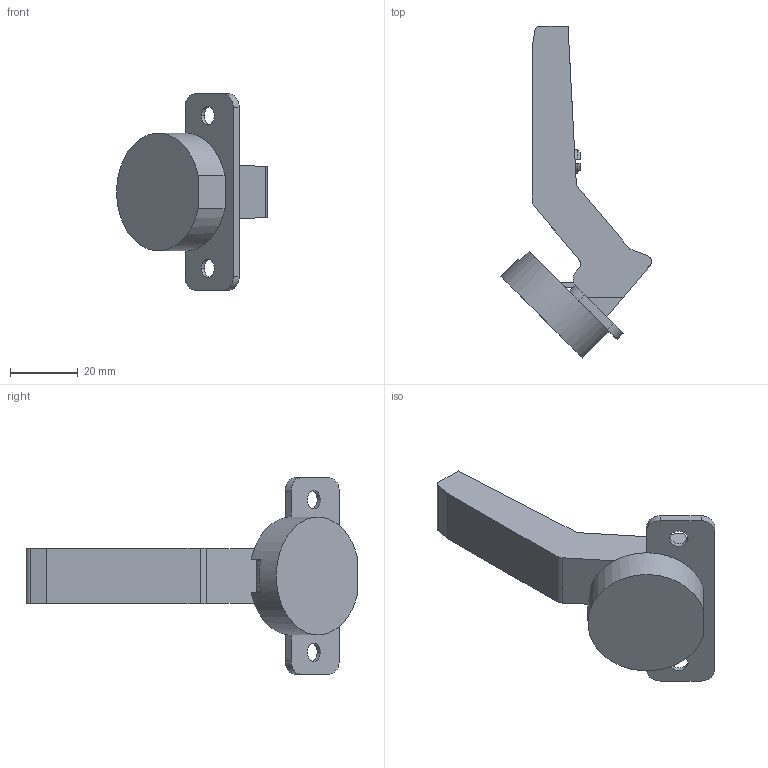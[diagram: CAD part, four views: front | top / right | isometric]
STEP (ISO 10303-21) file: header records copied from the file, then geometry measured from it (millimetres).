
FILE_DESCRIPTION((''),'2;1');
FILE_NAME('248-0L33-IMS','2022-12-21T10:09:41',('marino.prodan'),('Audax d.o.o.'),'CREO PARAMETRIC BY PTC INC, 2021304','CREO PARAMETRIC BY PTC INC, 2021304','');
FILE_SCHEMA(('AUTOMOTIVE_DESIGN { 1 0 10303 214 1 1 1 1 }'));
Length unit declared in the file: millimetre
Products named in the file (1): 248-0L33-IMS
Bounding box: 44.45 x 98.06 x 58 mm (x, y, z)
Volume: 27412.9 mm3; surface area: 13153.8 mm2
Topology: 1 solids, 1 shells, 178 faces, 537 edges, 365 vertices
Faces by surface type: plane 115, cylinder 50, cone 9, bspline 4
Entity records: 8603 total; most frequent: CARTESIAN_POINT 1684, ORIENTED_EDGE 1074, DIRECTION 979, PRESENTATION_STYLE_ASSIGNMENT 538, STYLED_ITEM 538, CURVE_STYLE 537, EDGE_CURVE 537, VERTEX_POINT 365
